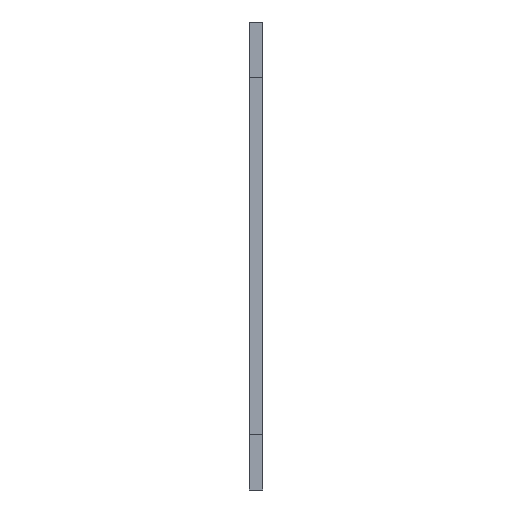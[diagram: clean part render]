
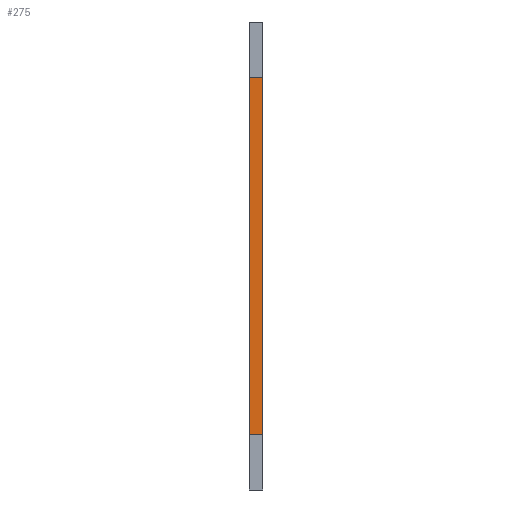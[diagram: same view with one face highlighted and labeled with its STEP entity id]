
A CAD part, left-side view. The second image highlights one B-rep face of the part: STEP entity #275.
In plain terms, the highlighted planar face has unit normal (-1, 0, 0).
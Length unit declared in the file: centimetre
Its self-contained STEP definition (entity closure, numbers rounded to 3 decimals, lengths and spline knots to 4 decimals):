
#123 = VERTEX_POINT ( 'NONE', #276 ) ;
#138 = DIRECTION ( 'NONE',  ( 0., 0., -1. ) ) ;
#139 = VERTEX_POINT ( 'NONE', #293 ) ;
#155 = EDGE_CURVE ( 'NONE', #268, #139, #1432, .T. ) ;
#175 = DIRECTION ( 'NONE',  ( -1., 0., 0. ) ) ;
#177 = CARTESIAN_POINT ( 'NONE',  ( 0., 6., -12.5 ) ) ;
#201 = DIRECTION ( 'NONE',  ( 0., 0., -1. ) ) ;
#214 = CARTESIAN_POINT ( 'NONE',  ( 0., 6., 0. ) ) ;
#268 = VERTEX_POINT ( 'NONE', #437 ) ;
#275 = ADVANCED_FACE ( 'NONE', ( #850 ), #574, .T. ) ;
#276 = CARTESIAN_POINT ( 'NONE',  ( 0., 6., 0.5 ) ) ;
#293 = CARTESIAN_POINT ( 'NONE',  ( 0., 6.5, -12.5 ) ) ;
#336 = LINE ( 'NONE', #214, #695 ) ;
#386 = EDGE_LOOP ( 'NONE', ( #651, #624, #719, #1258 ) ) ;
#421 = EDGE_CURVE ( 'NONE', #139, #761, #1406, .T. ) ;
#437 = CARTESIAN_POINT ( 'NONE',  ( 0., 6.5, 0.5 ) ) ;
#574 = PLANE ( 'NONE',  #797 ) ;
#624 = ORIENTED_EDGE ( 'NONE', *, *, #1240, .F. ) ;
#651 = ORIENTED_EDGE ( 'NONE', *, *, #991, .F. ) ;
#695 = VECTOR ( 'NONE', #201, 100. ) ;
#719 = ORIENTED_EDGE ( 'NONE', *, *, #155, .T. ) ;
#761 = VERTEX_POINT ( 'NONE', #177 ) ;
#797 = AXIS2_PLACEMENT_3D ( 'NONE', #1472, #175, #1364 ) ;
#826 = VECTOR ( 'NONE', #138, 100. ) ;
#830 = CARTESIAN_POINT ( 'NONE',  ( 0., 6.5, 0.5 ) ) ;
#850 = FACE_OUTER_BOUND ( 'NONE', #386, .T. ) ;
#991 = EDGE_CURVE ( 'NONE', #123, #761, #336, .T. ) ;
#1192 = LINE ( 'NONE', #830, #1273 ) ;
#1240 = EDGE_CURVE ( 'NONE', #268, #123, #1192, .T. ) ;
#1258 = ORIENTED_EDGE ( 'NONE', *, *, #421, .T. ) ;
#1273 = VECTOR ( 'NONE', #1479, 100. ) ;
#1279 = CARTESIAN_POINT ( 'NONE',  ( 0., 6.5, -12.5 ) ) ;
#1305 = CARTESIAN_POINT ( 'NONE',  ( 0., 6.5, 0. ) ) ;
#1339 = DIRECTION ( 'NONE',  ( 0., -1., 0. ) ) ;
#1364 = DIRECTION ( 'NONE',  ( 0., 0., 1. ) ) ;
#1406 = LINE ( 'NONE', #1279, #1591 ) ;
#1432 = LINE ( 'NONE', #1305, #826 ) ;
#1472 = CARTESIAN_POINT ( 'NONE',  ( 0., 6.5, 0. ) ) ;
#1479 = DIRECTION ( 'NONE',  ( 0., -1., 0. ) ) ;
#1591 = VECTOR ( 'NONE', #1339, 100. ) ;
